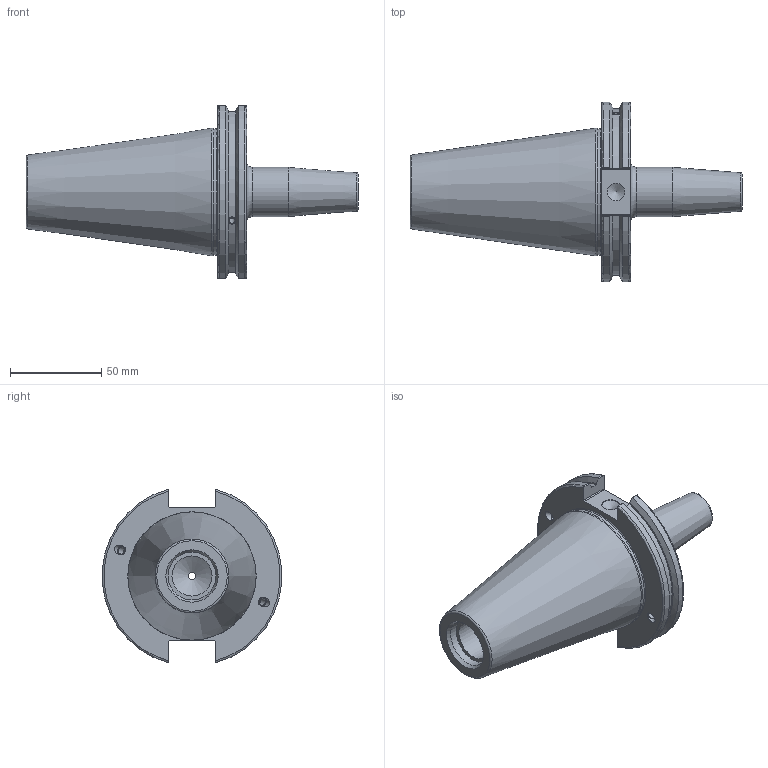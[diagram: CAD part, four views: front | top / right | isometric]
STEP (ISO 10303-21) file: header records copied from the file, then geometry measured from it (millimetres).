
FILE_DESCRIPTION(/* description */ (''),/* implementation_level */ '2;1');
FILE_NAME(/* name */ 'VL024.stp',/* time_stamp */ '2024-12-11T14:18:01+09:00',/* author */ ('YSH'),/* organization */ (''),/* preprocessor_version */ 'ST-DEVELOPER v20',/* originating_system */ 'Autodesk Inventor 2025',/* authorisation */ '');
FILE_SCHEMA (('AUTOMOTIVE_DESIGN { 1 0 10303 214 3 1 1 }'));
Length unit declared in the file: millimetre
Products named in the file (1): LO-CAT50ADB-SFH6.35-80
Bounding box: 181.6 x 98.06 x 94.69 mm (x, y, z)
Volume: 348127.5 mm3; surface area: 50644.3 mm2
Topology: 1 solids, 1 shells, 84 faces, 223 edges, 148 vertices
Faces by surface type: plane 37, cylinder 26, cone 12, torus 9
Full cylindrical faces by diameter (mm): 3.242 x4, 4.134 x3, 4.2 x2, 5 x2, 6.35 x1, 7.55 x1, 9.525 x1, 21.971 x1, 26.2 x1, 27 x1, 69.25 x1
Entity records: 3023 total; most frequent: CARTESIAN_POINT 925, ORIENTED_EDGE 440, DIRECTION 412, EDGE_CURVE 220, AXIS2_PLACEMENT_3D 161, VERTEX_POINT 148, EDGE_LOOP 104, LINE 90
